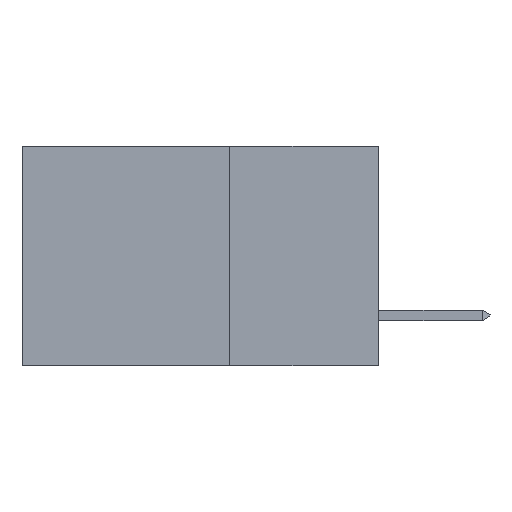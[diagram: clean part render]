
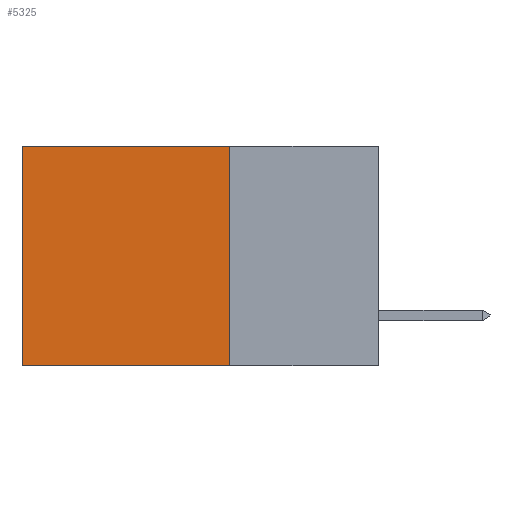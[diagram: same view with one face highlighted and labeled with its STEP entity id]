
A CAD part, left-side view. The second image highlights one B-rep face of the part: STEP entity #5325.
In plain terms, the highlighted planar face has unit normal (-1, 0, 0).
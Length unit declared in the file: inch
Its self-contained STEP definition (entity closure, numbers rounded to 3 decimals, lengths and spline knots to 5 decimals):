
#749 = LINE ( 'NONE', #17851, #4332 ) ;
#1031 = DIRECTION ( 'NONE',  ( 0., 1., 0. ) ) ;
#1691 = DIRECTION ( 'NONE',  ( 0., 1., 0. ) ) ;
#2364 = EDGE_CURVE ( 'NONE', #14282, #11619, #749, .T. ) ;
#2435 = ORIENTED_EDGE ( 'NONE', *, *, #5936, .F. ) ;
#2934 = VECTOR ( 'NONE', #1691, 39.37008 ) ;
#4240 = VECTOR ( 'NONE', #9235, 39.37008 ) ;
#4332 = VECTOR ( 'NONE', #1031, 39.37008 ) ;
#5325 = ADVANCED_FACE ( 'NONE', ( #9436 ), #12554, .F. ) ;
#5488 = CARTESIAN_POINT ( 'NONE',  ( 0.2615, 0.25, -0.37 ) ) ;
#5936 = EDGE_CURVE ( 'NONE', #8882, #14282, #6522, .T. ) ;
#6522 = LINE ( 'NONE', #16777, #4240 ) ;
#7027 = LINE ( 'NONE', #7396, #2934 ) ;
#7250 = VERTEX_POINT ( 'NONE', #12449 ) ;
#7396 = CARTESIAN_POINT ( 'NONE',  ( 0.2615, 0.25, 0. ) ) ;
#8068 = LINE ( 'NONE', #12126, #10522 ) ;
#8882 = VERTEX_POINT ( 'NONE', #16023 ) ;
#9227 = ORIENTED_EDGE ( 'NONE', *, *, #10364, .T. ) ;
#9235 = DIRECTION ( 'NONE',  ( 0., 0., -1. ) ) ;
#9436 = FACE_OUTER_BOUND ( 'NONE', #12826, .T. ) ;
#10364 = EDGE_CURVE ( 'NONE', #7250, #11619, #8068, .T. ) ;
#10522 = VECTOR ( 'NONE', #13440, 39.37008 ) ;
#11619 = VERTEX_POINT ( 'NONE', #14958 ) ;
#12126 = CARTESIAN_POINT ( 'NONE',  ( 0.2615, 0.6, -0.37 ) ) ;
#12449 = CARTESIAN_POINT ( 'NONE',  ( 0.2615, 0.6, 0. ) ) ;
#12554 = PLANE ( 'NONE',  #14328 ) ;
#12826 = EDGE_LOOP ( 'NONE', ( #9227, #13277, #2435, #13422 ) ) ;
#13277 = ORIENTED_EDGE ( 'NONE', *, *, #2364, .F. ) ;
#13422 = ORIENTED_EDGE ( 'NONE', *, *, #16688, .T. ) ;
#13440 = DIRECTION ( 'NONE',  ( 0., 0., -1. ) ) ;
#14282 = VERTEX_POINT ( 'NONE', #17723 ) ;
#14328 = AXIS2_PLACEMENT_3D ( 'NONE', #5488, #16696, #15453 ) ;
#14958 = CARTESIAN_POINT ( 'NONE',  ( 0.2615, 0.6, -0.37 ) ) ;
#15453 = DIRECTION ( 'NONE',  ( 0., 0., -1. ) ) ;
#16023 = CARTESIAN_POINT ( 'NONE',  ( 0.2615, 0.25, 0. ) ) ;
#16688 = EDGE_CURVE ( 'NONE', #8882, #7250, #7027, .T. ) ;
#16696 = DIRECTION ( 'NONE',  ( 1., 0., 0. ) ) ;
#16777 = CARTESIAN_POINT ( 'NONE',  ( 0.2615, 0.25, -0.37 ) ) ;
#17723 = CARTESIAN_POINT ( 'NONE',  ( 0.2615, 0.25, -0.37 ) ) ;
#17851 = CARTESIAN_POINT ( 'NONE',  ( 0.2615, 0.25, -0.37 ) ) ;
